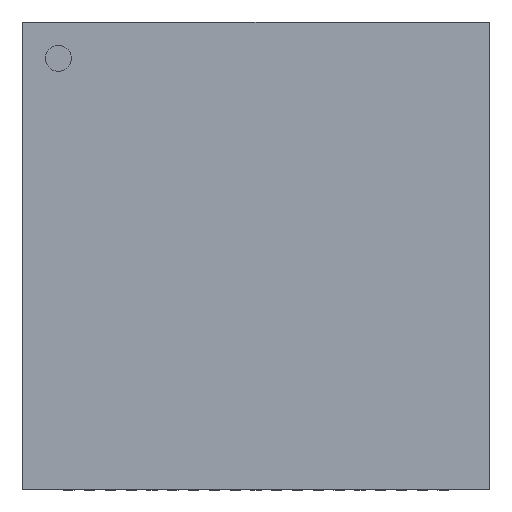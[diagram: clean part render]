
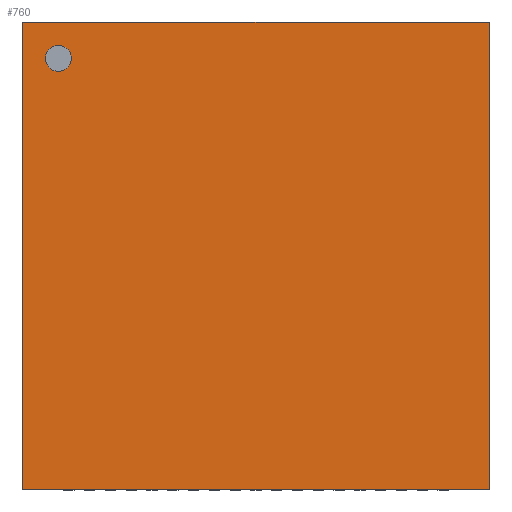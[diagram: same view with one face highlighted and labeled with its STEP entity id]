
A CAD part, top view. The second image highlights one B-rep face of the part: STEP entity #760.
In plain terms, the highlighted planar face has unit normal (0, 0, 1).
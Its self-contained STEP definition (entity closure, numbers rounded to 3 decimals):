
#116 = EDGE_CURVE('',#117,#119,#121,.T.);
#117 = VERTEX_POINT('',#118);
#118 = CARTESIAN_POINT('',(-4.49,4.49,0.87));
#119 = VERTEX_POINT('',#120);
#120 = CARTESIAN_POINT('',(4.49,4.49,0.87));
#121 = LINE('',#122,#123);
#122 = CARTESIAN_POINT('',(-4.49,4.49,0.87));
#123 = VECTOR('',#124,1.);
#124 = DIRECTION('',(1.,0.,0.));
#760 = ADVANCED_FACE('',(#761),#786,.T.);
#761 = FACE_BOUND('',#762,.T.);
#762 = EDGE_LOOP('',(#763,#764,#772,#780));
#763 = ORIENTED_EDGE('',*,*,#116,.F.);
#764 = ORIENTED_EDGE('',*,*,#765,.T.);
#765 = EDGE_CURVE('',#117,#766,#768,.T.);
#766 = VERTEX_POINT('',#767);
#767 = CARTESIAN_POINT('',(-4.49,-4.49,0.87));
#768 = LINE('',#769,#770);
#769 = CARTESIAN_POINT('',(-4.49,4.49,0.87));
#770 = VECTOR('',#771,1.);
#771 = DIRECTION('',(0.,-1.,0.));
#772 = ORIENTED_EDGE('',*,*,#773,.T.);
#773 = EDGE_CURVE('',#766,#774,#776,.T.);
#774 = VERTEX_POINT('',#775);
#775 = CARTESIAN_POINT('',(4.49,-4.49,0.87));
#776 = LINE('',#777,#778);
#777 = CARTESIAN_POINT('',(-4.49,-4.49,0.87));
#778 = VECTOR('',#779,1.);
#779 = DIRECTION('',(1.,0.,0.));
#780 = ORIENTED_EDGE('',*,*,#781,.F.);
#781 = EDGE_CURVE('',#119,#774,#782,.T.);
#782 = LINE('',#783,#784);
#783 = CARTESIAN_POINT('',(4.49,4.49,0.87));
#784 = VECTOR('',#785,1.);
#785 = DIRECTION('',(0.,-1.,0.));
#786 = PLANE('',#787);
#787 = AXIS2_PLACEMENT_3D('',#788,#789,#790);
#788 = CARTESIAN_POINT('',(-4.49,4.49,0.87));
#789 = DIRECTION('',(0.,0.,1.));
#790 = DIRECTION('',(0.,-1.,0.));
